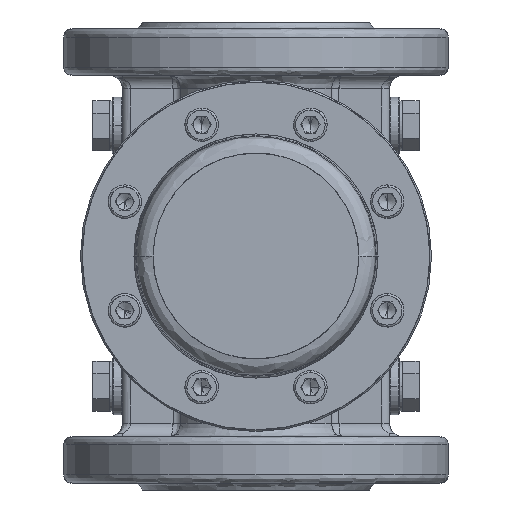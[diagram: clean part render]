
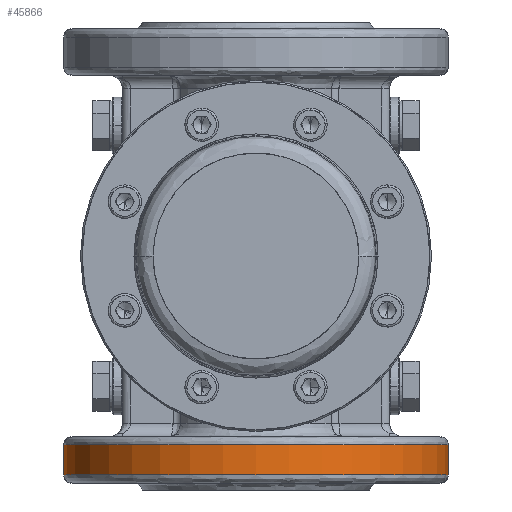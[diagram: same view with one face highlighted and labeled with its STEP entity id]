
A CAD part, front view. The second image highlights one B-rep face of the part: STEP entity #45866.
In plain terms, the highlighted cylindrical face has radius 57.5 mm (diameter 115 mm), a partial arc.
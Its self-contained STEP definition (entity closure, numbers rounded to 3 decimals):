
#7772 = EDGE_CURVE ( 'NONE', #58028, #48298, #75087, .T. ) ;
#10687 = EDGE_LOOP ( 'NONE', ( #60820, #52337, #83808, #50874 ) ) ;
#11919 = DIRECTION ( 'NONE',  ( -1., 0., 0. ) ) ;
#15033 = DIRECTION ( 'NONE',  ( 0., 0., -1. ) ) ;
#17166 = CARTESIAN_POINT ( 'NONE',  ( 0., 0., -65.5 ) ) ;
#18149 = VERTEX_POINT ( 'NONE', #39449 ) ;
#18830 = AXIS2_PLACEMENT_3D ( 'NONE', #77982, #30220, #85978 ) ;
#21461 = FACE_OUTER_BOUND ( 'NONE', #10687, .T. ) ;
#25224 = DIRECTION ( 'NONE',  ( -1., 0., 0. ) ) ;
#25694 = CARTESIAN_POINT ( 'NONE',  ( -57.5, 0., -65.5 ) ) ;
#26705 = CIRCLE ( 'NONE', #18830, 57.5 ) ;
#30170 = EDGE_CURVE ( 'NONE', #69768, #18149, #91380, .T. ) ;
#30220 = DIRECTION ( 'NONE',  ( 0., 0., -1. ) ) ;
#32654 = VECTOR ( 'NONE', #15033, 1000. ) ;
#34581 = CARTESIAN_POINT ( 'NONE',  ( -57.5, 0., -56.5 ) ) ;
#39449 = CARTESIAN_POINT ( 'NONE',  ( 57.5, 0., -56.5 ) ) ;
#43437 = EDGE_CURVE ( 'NONE', #18149, #58028, #26705, .T. ) ;
#45866 = ADVANCED_FACE ( 'NONE', ( #21461 ), #82641, .T. ) ;
#48298 = VERTEX_POINT ( 'NONE', #25694 ) ;
#48983 = VECTOR ( 'NONE', #57936, 1000. ) ;
#50874 = ORIENTED_EDGE ( 'NONE', *, *, #7772, .T. ) ;
#52337 = ORIENTED_EDGE ( 'NONE', *, *, #30170, .T. ) ;
#57936 = DIRECTION ( 'NONE',  ( 0., 0., 1. ) ) ;
#58028 = VERTEX_POINT ( 'NONE', #34581 ) ;
#59679 = DIRECTION ( 'NONE',  ( 0., 0., -1. ) ) ;
#60820 = ORIENTED_EDGE ( 'NONE', *, *, #96551, .T. ) ;
#65748 = CARTESIAN_POINT ( 'NONE',  ( 0., 0., -73. ) ) ;
#69768 = VERTEX_POINT ( 'NONE', #93276 ) ;
#71067 = CIRCLE ( 'NONE', #90598, 57.5 ) ;
#71221 = CARTESIAN_POINT ( 'NONE',  ( -57.5, 0., -73. ) ) ;
#73027 = DIRECTION ( 'NONE',  ( 0., 0., 1. ) ) ;
#74011 = CARTESIAN_POINT ( 'NONE',  ( 57.5, 0., -73. ) ) ;
#75087 = LINE ( 'NONE', #71221, #32654 ) ;
#77982 = CARTESIAN_POINT ( 'NONE',  ( 0., 0., -56.5 ) ) ;
#82641 = CYLINDRICAL_SURFACE ( 'NONE', #98398, 57.5 ) ;
#83808 = ORIENTED_EDGE ( 'NONE', *, *, #43437, .T. ) ;
#85978 = DIRECTION ( 'NONE',  ( -1., 0., 0. ) ) ;
#90598 = AXIS2_PLACEMENT_3D ( 'NONE', #17166, #73027, #25224 ) ;
#91380 = LINE ( 'NONE', #74011, #48983 ) ;
#93276 = CARTESIAN_POINT ( 'NONE',  ( 57.5, 0., -65.5 ) ) ;
#96551 = EDGE_CURVE ( 'NONE', #48298, #69768, #71067, .T. ) ;
#98398 = AXIS2_PLACEMENT_3D ( 'NONE', #65748, #59679, #11919 ) ;
